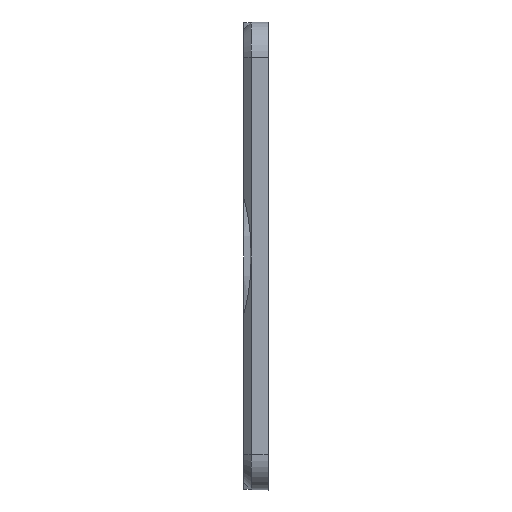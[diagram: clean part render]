
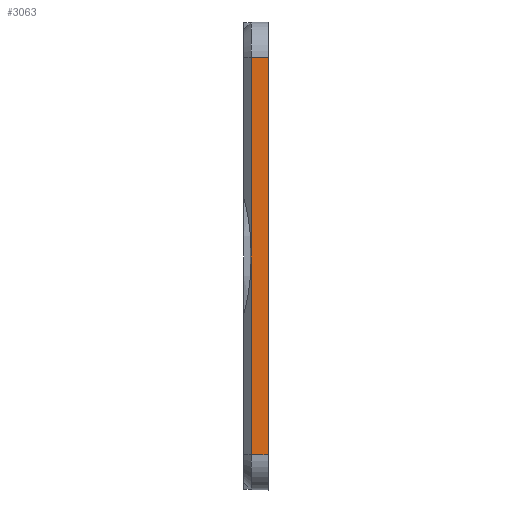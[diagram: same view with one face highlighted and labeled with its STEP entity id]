
A CAD part, front view. The second image highlights one B-rep face of the part: STEP entity #3063.
In plain terms, the highlighted planar face has unit normal (0, -1, 0).
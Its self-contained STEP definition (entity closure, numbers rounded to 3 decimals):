
#127=PLANE('',#3335);
#235=FACE_OUTER_BOUND('',#423,.T.);
#423=EDGE_LOOP('',(#2416,#2417,#2418,#2419,#2420,#2421));
#659=LINE('',#4813,#959);
#689=LINE('',#4944,#989);
#690=LINE('',#4946,#990);
#691=LINE('',#4949,#991);
#692=LINE('',#4951,#992);
#693=LINE('',#4952,#993);
#959=VECTOR('',#3843,10.);
#989=VECTOR('',#3949,10.);
#990=VECTOR('',#3952,10.);
#991=VECTOR('',#3955,10.);
#992=VECTOR('',#3956,10.);
#993=VECTOR('',#3957,10.);
#1397=VERTEX_POINT('',#4811);
#1398=VERTEX_POINT('',#4812);
#1460=VERTEX_POINT('',#4942);
#1461=VERTEX_POINT('',#4943);
#1462=VERTEX_POINT('',#4948);
#1463=VERTEX_POINT('',#4950);
#1735=EDGE_CURVE('',#1397,#1398,#659,.T.);
#1800=EDGE_CURVE('',#1460,#1461,#689,.T.);
#1802=EDGE_CURVE('',#1460,#1398,#690,.T.);
#1803=EDGE_CURVE('',#1397,#1462,#691,.T.);
#1804=EDGE_CURVE('',#1463,#1462,#692,.T.);
#1805=EDGE_CURVE('',#1461,#1463,#693,.T.);
#2416=ORIENTED_EDGE('',*,*,#1735,.F.);
#2417=ORIENTED_EDGE('',*,*,#1803,.T.);
#2418=ORIENTED_EDGE('',*,*,#1804,.F.);
#2419=ORIENTED_EDGE('',*,*,#1805,.F.);
#2420=ORIENTED_EDGE('',*,*,#1800,.F.);
#2421=ORIENTED_EDGE('',*,*,#1802,.T.);
#3063=ADVANCED_FACE('',(#235),#127,.T.);
#3335=AXIS2_PLACEMENT_3D('',#4947,#3953,#3954);
#3843=DIRECTION('',(0.,0.,-1.));
#3949=DIRECTION('',(-1.,0.,0.));
#3952=DIRECTION('',(1.,0.,0.));
#3953=DIRECTION('center_axis',(0.,-1.,0.));
#3954=DIRECTION('ref_axis',(0.,0.,1.));
#3955=DIRECTION('',(-1.,0.,0.));
#3956=DIRECTION('',(0.,0.,1.));
#3957=DIRECTION('',(0.,0.,1.));
#4811=CARTESIAN_POINT('',(-75.2,77.,-63.596));
#4812=CARTESIAN_POINT('',(-75.2,77.,-114.596));
#4813=CARTESIAN_POINT('',(-75.2,77.,-101.846));
#4942=CARTESIAN_POINT('',(-76.2,77.,-114.596));
#4943=CARTESIAN_POINT('',(-77.4,77.,-114.596));
#4944=CARTESIAN_POINT('',(-76.4,77.,-114.596));
#4946=CARTESIAN_POINT('',(-76.2,77.,-114.596));
#4947=CARTESIAN_POINT('Origin',(-76.4,77.,-114.596));
#4948=CARTESIAN_POINT('',(-77.4,77.,-63.596));
#4949=CARTESIAN_POINT('',(-76.4,77.,-63.596));
#4950=CARTESIAN_POINT('',(-77.4,77.,-89.096));
#4951=CARTESIAN_POINT('',(-77.4,77.,-103.374));
#4952=CARTESIAN_POINT('',(-77.4,77.,-103.374));
